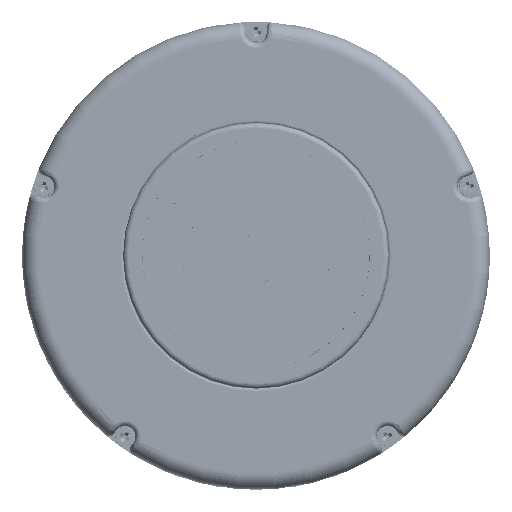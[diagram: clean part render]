
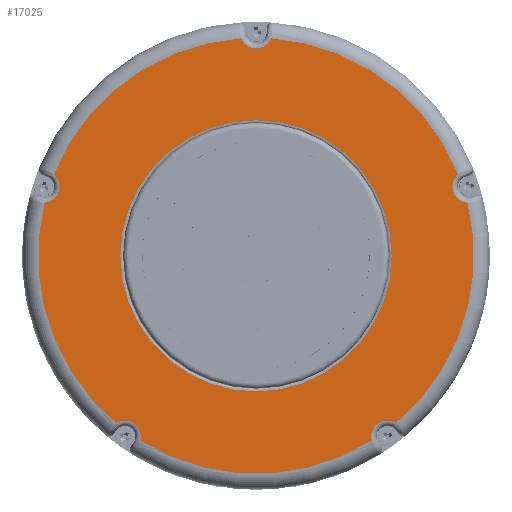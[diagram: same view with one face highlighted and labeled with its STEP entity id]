
A CAD part, top view. The second image highlights one B-rep face of the part: STEP entity #17025.
In plain terms, the highlighted face is planar.
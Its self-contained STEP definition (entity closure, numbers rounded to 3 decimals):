
#792=FACE_BOUND('',#2808,.T.);
#1040=PLANE('',#18406);
#1775=FACE_OUTER_BOUND('',#2807,.T.);
#2807=EDGE_LOOP('',(#13254,#13255,#13256,#13257,#13258,#13259,#13260,#13261,
#13262,#13263));
#2808=EDGE_LOOP('',(#13264));
#6493=CIRCLE('',#18299,3.);
#6501=CIRCLE('',#18315,41.);
#6502=CIRCLE('',#18317,41.);
#6508=CIRCLE('',#18325,3.);
#6515=CIRCLE('',#18339,41.);
#6521=CIRCLE('',#18347,3.);
#6529=CIRCLE('',#18363,41.);
#6535=CIRCLE('',#18371,3.);
#6542=CIRCLE('',#18385,41.);
#6548=CIRCLE('',#18393,3.);
#6555=CIRCLE('',#18407,25.5);
#7701=VERTEX_POINT('',#47461);
#7703=VERTEX_POINT('',#47473);
#7712=VERTEX_POINT('',#47562);
#7715=VERTEX_POINT('',#47579);
#7721=VERTEX_POINT('',#47643);
#7729=VERTEX_POINT('',#47730);
#7736=VERTEX_POINT('',#47799);
#7745=VERTEX_POINT('',#47890);
#7752=VERTEX_POINT('',#47959);
#7760=VERTEX_POINT('',#48046);
#7773=VERTEX_POINT('',#48192);
#9629=EDGE_CURVE('',#7703,#7701,#6493,.T.);
#9648=EDGE_CURVE('',#7701,#7712,#6501,.T.);
#9653=EDGE_CURVE('',#7715,#7703,#6502,.T.);
#9664=EDGE_CURVE('',#7712,#7721,#6508,.T.);
#9679=EDGE_CURVE('',#7721,#7729,#6515,.T.);
#9692=EDGE_CURVE('',#7729,#7736,#6521,.T.);
#9709=EDGE_CURVE('',#7736,#7745,#6529,.T.);
#9722=EDGE_CURVE('',#7745,#7752,#6535,.T.);
#9737=EDGE_CURVE('',#7752,#7760,#6542,.T.);
#9748=EDGE_CURVE('',#7760,#7715,#6548,.T.);
#9763=EDGE_CURVE('',#7773,#7773,#6555,.T.);
#13254=ORIENTED_EDGE('',*,*,#9629,.F.);
#13255=ORIENTED_EDGE('',*,*,#9653,.F.);
#13256=ORIENTED_EDGE('',*,*,#9748,.F.);
#13257=ORIENTED_EDGE('',*,*,#9737,.F.);
#13258=ORIENTED_EDGE('',*,*,#9722,.F.);
#13259=ORIENTED_EDGE('',*,*,#9709,.F.);
#13260=ORIENTED_EDGE('',*,*,#9692,.F.);
#13261=ORIENTED_EDGE('',*,*,#9679,.F.);
#13262=ORIENTED_EDGE('',*,*,#9664,.F.);
#13263=ORIENTED_EDGE('',*,*,#9648,.F.);
#13264=ORIENTED_EDGE('',*,*,#9763,.T.);
#17025=ADVANCED_FACE('',(#1775,#792),#1040,.T.);
#18299=AXIS2_PLACEMENT_3D('',#47475,#21144,#21145);
#18315=AXIS2_PLACEMENT_3D('',#47563,#21183,#21184);
#18317=AXIS2_PLACEMENT_3D('',#47584,#21187,#21188);
#18325=AXIS2_PLACEMENT_3D('',#47656,#21204,#21205);
#18339=AXIS2_PLACEMENT_3D('',#47731,#21238,#21239);
#18347=AXIS2_PLACEMENT_3D('',#47812,#21255,#21256);
#18363=AXIS2_PLACEMENT_3D('',#47891,#21294,#21295);
#18371=AXIS2_PLACEMENT_3D('',#47972,#21311,#21312);
#18385=AXIS2_PLACEMENT_3D('',#48047,#21345,#21346);
#18393=AXIS2_PLACEMENT_3D('',#48118,#21362,#21363);
#18406=AXIS2_PLACEMENT_3D('',#48191,#21394,#21395);
#18407=AXIS2_PLACEMENT_3D('',#48193,#21396,#21397);
#21144=DIRECTION('center_axis',(1.,0.,0.));
#21145=DIRECTION('ref_axis',(0.,-0.309,0.951));
#21183=DIRECTION('center_axis',(-1.,0.,0.));
#21184=DIRECTION('ref_axis',(0.,0.,-1.));
#21187=DIRECTION('center_axis',(-1.,0.,0.));
#21188=DIRECTION('ref_axis',(0.,0.,-1.));
#21204=DIRECTION('center_axis',(1.,0.,0.));
#21205=DIRECTION('ref_axis',(0.,0.809,0.588));
#21238=DIRECTION('center_axis',(-1.,0.,0.));
#21239=DIRECTION('ref_axis',(0.,0.,-1.));
#21255=DIRECTION('center_axis',(1.,0.,0.));
#21256=DIRECTION('ref_axis',(0.,0.809,-0.588));
#21294=DIRECTION('center_axis',(-1.,0.,0.));
#21295=DIRECTION('ref_axis',(0.,0.,-1.));
#21311=DIRECTION('center_axis',(1.,0.,0.));
#21312=DIRECTION('ref_axis',(0.,-0.309,-0.951));
#21345=DIRECTION('center_axis',(-1.,0.,0.));
#21346=DIRECTION('ref_axis',(0.,0.,-1.));
#21362=DIRECTION('center_axis',(1.,0.,0.));
#21363=DIRECTION('ref_axis',(0.,-1.,0.));
#21394=DIRECTION('center_axis',(1.,0.,0.));
#21395=DIRECTION('ref_axis',(0.,0.,-1.));
#21396=DIRECTION('center_axis',(-1.,0.,0.));
#21397=DIRECTION('ref_axis',(0.,0.,-1.));
#47461=CARTESIAN_POINT('',(26.,9.984,-39.766));
#47473=CARTESIAN_POINT('',(26.,15.297,-38.04));
#47475=CARTESIAN_POINT('Origin',(26.,12.979,-39.944));
#47562=CARTESIAN_POINT('',(26.,-31.451,-26.303));
#47563=CARTESIAN_POINT('Origin',(26.,0.,0.));
#47579=CARTESIAN_POINT('',(26.,40.905,-2.793));
#47584=CARTESIAN_POINT('Origin',(26.,0.,0.));
#47643=CARTESIAN_POINT('',(26.,-34.734,-21.784));
#47656=CARTESIAN_POINT('Origin',(26.,-33.979,-24.687));
#47730=CARTESIAN_POINT('',(26.,-34.734,21.784));
#47731=CARTESIAN_POINT('Origin',(26.,0.,0.));
#47799=CARTESIAN_POINT('',(26.,-31.451,26.303));
#47812=CARTESIAN_POINT('Origin',(26.,-33.979,24.687));
#47890=CARTESIAN_POINT('',(26.,9.984,39.766));
#47891=CARTESIAN_POINT('Origin',(26.,0.,0.));
#47959=CARTESIAN_POINT('',(26.,15.297,38.04));
#47972=CARTESIAN_POINT('Origin',(26.,12.979,39.944));
#48046=CARTESIAN_POINT('',(26.,40.905,2.793));
#48047=CARTESIAN_POINT('Origin',(26.,0.,0.));
#48118=CARTESIAN_POINT('Origin',(26.,42.,0.));
#48191=CARTESIAN_POINT('Origin',(26.,0.,0.));
#48192=CARTESIAN_POINT('',(26.,0.,25.5));
#48193=CARTESIAN_POINT('Origin',(26.,0.,0.));
